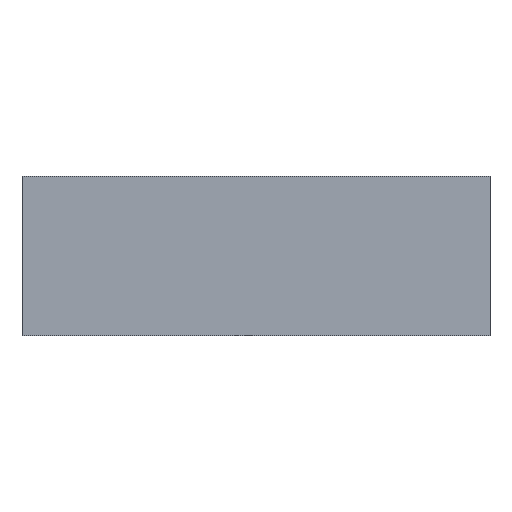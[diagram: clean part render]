
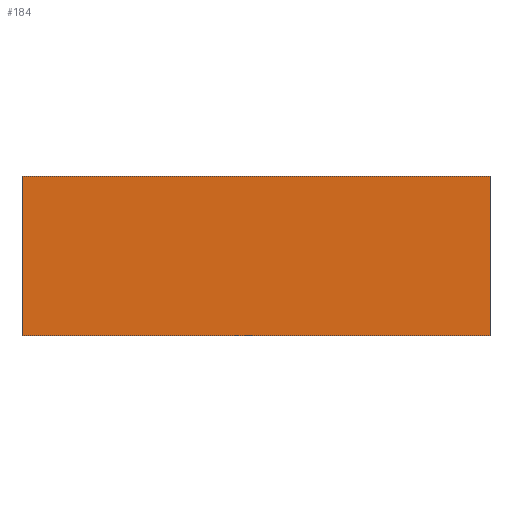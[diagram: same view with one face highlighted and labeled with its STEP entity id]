
A CAD part, front view. The second image highlights one B-rep face of the part: STEP entity #184.
In plain terms, the highlighted planar face has unit normal (0, -1, 0).
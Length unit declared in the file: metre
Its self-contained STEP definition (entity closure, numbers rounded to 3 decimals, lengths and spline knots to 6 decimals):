
#36=ORIENTED_EDGE('',*,*,#79,.T.);
#37=ORIENTED_EDGE('',*,*,#80,.F.);
#38=ORIENTED_EDGE('',*,*,#81,.F.);
#39=ORIENTED_EDGE('',*,*,#77,.T.);
#77=EDGE_CURVE('',#97,#96,#117,.T.);
#79=EDGE_CURVE('',#96,#98,#119,.T.);
#80=EDGE_CURVE('',#99,#98,#120,.T.);
#81=EDGE_CURVE('',#97,#99,#121,.T.);
#96=VERTEX_POINT('',#295);
#97=VERTEX_POINT('',#297);
#98=VERTEX_POINT('',#301);
#99=VERTEX_POINT('',#303);
#117=LINE('',#296,#141);
#119=LINE('',#300,#143);
#120=LINE('',#302,#144);
#121=LINE('',#304,#145);
#141=VECTOR('',#244,1.);
#143=VECTOR('',#248,1.);
#144=VECTOR('',#249,1.);
#145=VECTOR('',#250,1.);
#154=EDGE_LOOP('',(#36,#37,#38,#39));
#164=FACE_BOUND('',#154,.T.);
#174=PLANE('',#209);
#184=ADVANCED_FACE('',(#164),#174,.F.);
#209=AXIS2_PLACEMENT_3D('',#299,#246,#247);
#244=DIRECTION('',(0.,0.,-1.));
#246=DIRECTION('',(0.,1.,0.));
#247=DIRECTION('',(1.,0.,0.));
#248=DIRECTION('',(1.,0.,0.));
#249=DIRECTION('',(0.,0.,-1.));
#250=DIRECTION('',(1.,0.,0.));
#295=CARTESIAN_POINT('',(-2.5204,-0.212852,-0.4318));
#296=CARTESIAN_POINT('',(-2.5204,-0.212852,0.4318));
#297=CARTESIAN_POINT('',(-2.5204,-0.212852,0.4318));
#299=CARTESIAN_POINT('',(-1.2602,-0.212852,0.4318));
#300=CARTESIAN_POINT('',(-1.2602,-0.212852,-0.4318));
#301=CARTESIAN_POINT('',(0.0192,-0.212852,-0.4318));
#302=CARTESIAN_POINT('',(0.0192,-0.212852,0.4318));
#303=CARTESIAN_POINT('',(0.0192,-0.212852,0.4318));
#304=CARTESIAN_POINT('',(-1.2602,-0.212852,0.4318));
